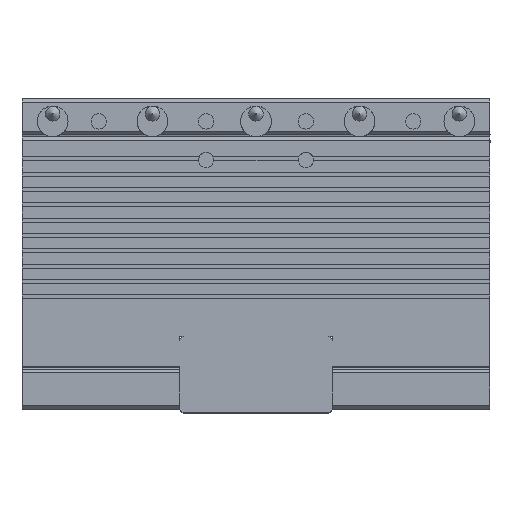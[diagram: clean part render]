
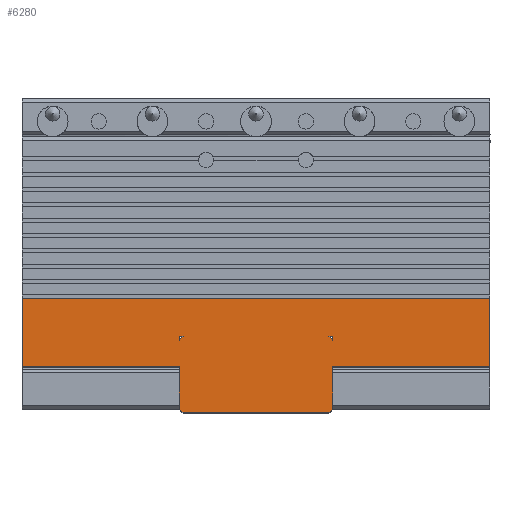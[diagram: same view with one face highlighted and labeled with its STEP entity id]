
A CAD part, top view. The second image highlights one B-rep face of the part: STEP entity #6280.
In plain terms, the highlighted planar face has unit normal (0, 0, 1).
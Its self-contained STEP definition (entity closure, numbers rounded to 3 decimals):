
#438=CARTESIAN_POINT('',(-35.83,-12.564,48.485));
#439=VERTEX_POINT('',#438);
#446=CARTESIAN_POINT('',(-35.33,-12.064,48.485));
#447=VERTEX_POINT('',#446);
#448=CARTESIAN_POINT('',(-35.83,-12.564,48.485));
#449=DIRECTION('',(0.707,0.707,0.0));
#450=VECTOR('',#449,0.707);
#451=LINE('',#448,#450);
#452=EDGE_CURVE('',#439,#447,#451,.T.);
#478=CARTESIAN_POINT('',(-16.33,-12.064,48.485));
#479=VERTEX_POINT('',#478);
#486=CARTESIAN_POINT('',(-15.83,-12.564,48.485));
#487=VERTEX_POINT('',#486);
#488=CARTESIAN_POINT('',(-16.33,-12.064,48.485));
#489=DIRECTION('',(0.707,-0.707,0.0));
#490=VECTOR('',#489,0.707);
#491=LINE('',#488,#490);
#492=EDGE_CURVE('',#479,#487,#491,.T.);
#510=CARTESIAN_POINT('',(-15.83,-16.064,48.485));
#511=VERTEX_POINT('',#510);
#518=CARTESIAN_POINT('',(-15.83,-21.564,48.485));
#519=VERTEX_POINT('',#518);
#520=CARTESIAN_POINT('',(-15.83,-21.564,48.485));
#521=DIRECTION('',(0.0,1.0,0.0));
#522=VECTOR('',#521,5.5);
#523=LINE('',#520,#522);
#524=EDGE_CURVE('',#519,#511,#523,.T.);
#598=CARTESIAN_POINT('',(-16.33,-22.064,48.485));
#599=VERTEX_POINT('',#598);
#600=CARTESIAN_POINT('',(-15.83,-21.564,48.485));
#601=DIRECTION('',(-0.707,-0.707,0.0));
#602=VECTOR('',#601,0.707);
#603=LINE('',#600,#602);
#604=EDGE_CURVE('',#519,#599,#603,.T.);
#621=CARTESIAN_POINT('',(-35.33,-22.064,48.485));
#622=VERTEX_POINT('',#621);
#623=CARTESIAN_POINT('',(-35.33,-22.064,48.485));
#624=DIRECTION('',(1.0,0.0,0.0));
#625=VECTOR('',#624,19.);
#626=LINE('',#623,#625);
#627=EDGE_CURVE('',#622,#599,#626,.T.);
#663=CARTESIAN_POINT('',(-35.83,-21.564,48.485));
#664=VERTEX_POINT('',#663);
#665=CARTESIAN_POINT('',(-35.33,-22.064,48.485));
#666=DIRECTION('',(-0.707,0.707,0.0));
#667=VECTOR('',#666,0.707);
#668=LINE('',#665,#667);
#669=EDGE_CURVE('',#622,#664,#668,.T.);
#702=CARTESIAN_POINT('',(-35.83,-16.064,48.485));
#703=VERTEX_POINT('',#702);
#704=CARTESIAN_POINT('',(-35.83,-16.064,48.485));
#705=DIRECTION('',(0.0,-1.0,0.0));
#706=VECTOR('',#705,5.5);
#707=LINE('',#704,#706);
#708=EDGE_CURVE('',#703,#664,#707,.T.);
#791=CARTESIAN_POINT('',(-35.83,-12.064,48.485));
#792=VERTEX_POINT('',#791);
#793=CARTESIAN_POINT('',(-35.33,-12.064,48.485));
#794=DIRECTION('',(-1.0,0.0,0.0));
#795=VECTOR('',#794,0.5);
#796=LINE('',#793,#795);
#797=EDGE_CURVE('',#447,#792,#796,.T.);
#847=CARTESIAN_POINT('',(-15.83,-12.064,48.485));
#848=VERTEX_POINT('',#847);
#855=CARTESIAN_POINT('',(-15.83,-12.064,48.485));
#856=DIRECTION('',(-1.0,0.0,0.0));
#857=VECTOR('',#856,0.5);
#858=LINE('',#855,#857);
#859=EDGE_CURVE('',#848,#479,#858,.T.);
#1247=CARTESIAN_POINT('',(-15.83,-12.564,48.485));
#1248=DIRECTION('',(0.0,1.0,0.0));
#1249=VECTOR('',#1248,0.5);
#1250=LINE('',#1247,#1249);
#1251=EDGE_CURVE('',#487,#848,#1250,.T.);
#3623=CARTESIAN_POINT('',(4.67,-7.191,48.485));
#3624=VERTEX_POINT('',#3623);
#3631=CARTESIAN_POINT('',(4.67,-16.064,48.485));
#3632=VERTEX_POINT('',#3631);
#3633=CARTESIAN_POINT('',(4.67,-16.064,48.485));
#3634=DIRECTION('',(0.0,1.0,0.0));
#3635=VECTOR('',#3634,8.873);
#3636=LINE('',#3633,#3635);
#3637=EDGE_CURVE('',#3632,#3624,#3636,.T.);
#4498=CARTESIAN_POINT('',(4.67,-16.064,48.485));
#4499=DIRECTION('',(-1.0,0.0,0.0));
#4500=VECTOR('',#4499,20.5);
#4501=LINE('',#4498,#4500);
#4502=EDGE_CURVE('',#3632,#511,#4501,.T.);
#4515=CARTESIAN_POINT('',(-56.33,-16.064,48.485));
#4516=VERTEX_POINT('',#4515);
#4517=CARTESIAN_POINT('',(-35.83,-16.064,48.485));
#4518=DIRECTION('',(-1.0,0.0,0.0));
#4519=VECTOR('',#4518,20.5);
#4520=LINE('',#4517,#4519);
#4521=EDGE_CURVE('',#703,#4516,#4520,.T.);
#4602=CARTESIAN_POINT('',(-56.33,-7.191,48.485));
#4603=VERTEX_POINT('',#4602);
#4604=CARTESIAN_POINT('',(-56.33,-7.191,48.485));
#4605=DIRECTION('',(0.0,-1.0,0.0));
#4606=VECTOR('',#4605,8.873);
#4607=LINE('',#4604,#4606);
#4608=EDGE_CURVE('',#4603,#4516,#4607,.T.);
#5506=CARTESIAN_POINT('',(-35.83,-12.064,48.485));
#5507=DIRECTION('',(0.0,-1.0,0.0));
#5508=VECTOR('',#5507,0.5);
#5509=LINE('',#5506,#5508);
#5510=EDGE_CURVE('',#792,#439,#5509,.T.);
#6248=CARTESIAN_POINT('',(-48.557,9.651,48.485));
#6249=DIRECTION('',(0.0,0.0,1.0));
#6250=DIRECTION('',(1.0,0.0,0.0));
#6251=AXIS2_PLACEMENT_3D('',#6248,#6249,#6250);
#6252=PLANE('',#6251);
#6253=ORIENTED_EDGE('',*,*,#4502,.F.);
#6254=ORIENTED_EDGE('',*,*,#3637,.T.);
#6255=CARTESIAN_POINT('',(4.67,-7.191,48.485));
#6256=DIRECTION('',(-1.0,0.0,0.0));
#6257=VECTOR('',#6256,61.);
#6258=LINE('',#6255,#6257);
#6259=EDGE_CURVE('',#3624,#4603,#6258,.T.);
#6260=ORIENTED_EDGE('',*,*,#6259,.T.);
#6261=ORIENTED_EDGE('',*,*,#4608,.T.);
#6262=ORIENTED_EDGE('',*,*,#4521,.F.);
#6263=ORIENTED_EDGE('',*,*,#708,.T.);
#6264=ORIENTED_EDGE('',*,*,#669,.F.);
#6265=ORIENTED_EDGE('',*,*,#627,.T.);
#6266=ORIENTED_EDGE('',*,*,#604,.F.);
#6267=ORIENTED_EDGE('',*,*,#524,.T.);
#6268=EDGE_LOOP('',(#6253,#6254,#6260,#6261,#6262,#6263,#6264,#6265,#6266,#6267));
#6269=FACE_OUTER_BOUND('',#6268,.T.);
#6270=ORIENTED_EDGE('',*,*,#859,.F.);
#6271=ORIENTED_EDGE('',*,*,#1251,.F.);
#6272=ORIENTED_EDGE('',*,*,#492,.F.);
#6273=EDGE_LOOP('',(#6270,#6271,#6272));
#6274=FACE_BOUND('',#6273,.T.);
#6275=ORIENTED_EDGE('',*,*,#452,.F.);
#6276=ORIENTED_EDGE('',*,*,#5510,.F.);
#6277=ORIENTED_EDGE('',*,*,#797,.F.);
#6278=EDGE_LOOP('',(#6275,#6276,#6277));
#6279=FACE_BOUND('',#6278,.T.);
#6280=ADVANCED_FACE('',(#6269,#6274,#6279),#6252,.T.);
